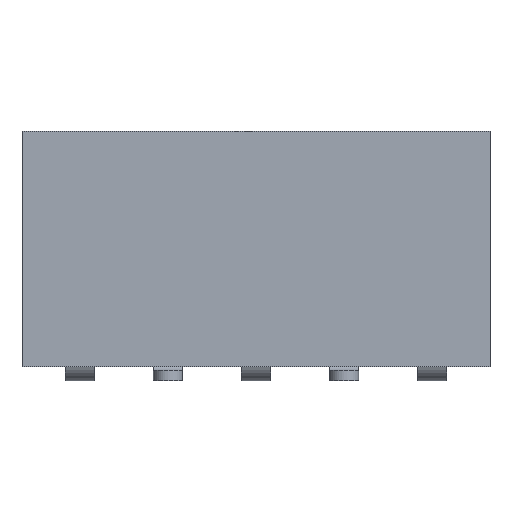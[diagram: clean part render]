
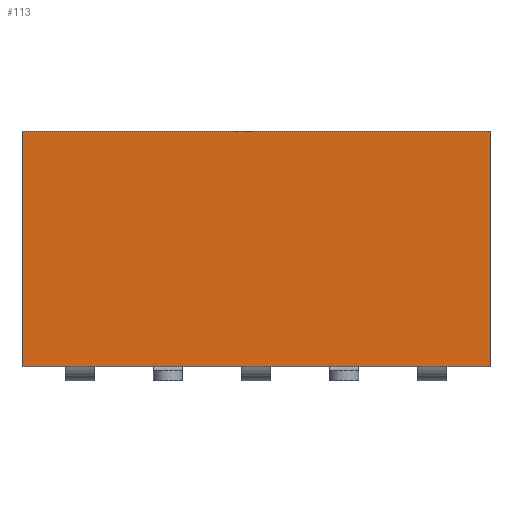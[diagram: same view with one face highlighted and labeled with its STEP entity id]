
A CAD part, top view. The second image highlights one B-rep face of the part: STEP entity #113.
In plain terms, the highlighted planar face has unit normal (0, 0, 1).
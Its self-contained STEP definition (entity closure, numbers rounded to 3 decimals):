
#113=ADVANCED_FACE('',(#632),#633,.T.);
#632=FACE_OUTER_BOUND('',#1653,.T.);
#633=PLANE('',#1654);
#1653=EDGE_LOOP('',(#2732,#2733,#2734,#2735));
#1654=AXIS2_PLACEMENT_3D('',#2736,#2737,#2738);
#2732=ORIENTED_EDGE('',*,*,#6606,.T.);
#2733=ORIENTED_EDGE('',*,*,#6640,.T.);
#2734=ORIENTED_EDGE('',*,*,#6641,.F.);
#2735=ORIENTED_EDGE('',*,*,#6610,.F.);
#2736=CARTESIAN_POINT('',(-3.375,0.0,0.9));
#2737=DIRECTION('',(0.0,0.0,1.0));
#2738=DIRECTION('',(1.0,0.0,0.0));
#6606=EDGE_CURVE('',#7832,#7836,#7838,.T.);
#6610=EDGE_CURVE('',#7832,#7844,#7845,.T.);
#6640=EDGE_CURVE('',#7836,#7898,#7900,.T.);
#6641=EDGE_CURVE('',#7844,#7898,#7901,.T.);
#7832=VERTEX_POINT('',#9791);
#7836=VERTEX_POINT('',#9797);
#7838=LINE('',#9800,#9801);
#7844=VERTEX_POINT('',#9810);
#7845=LINE('',#9811,#9812);
#7898=VERTEX_POINT('',#9893);
#7900=LINE('',#9896,#9897);
#7901=LINE('',#9898,#9899);
#9791=CARTESIAN_POINT('',(-3.375,0.0,0.9));
#9797=CARTESIAN_POINT('',(3.375,0.0,0.9));
#9800=CARTESIAN_POINT('',(-3.375,0.0,0.9));
#9801=VECTOR('',#13384,6.75);
#9810=CARTESIAN_POINT('',(-3.375,3.4,0.9));
#9811=CARTESIAN_POINT('',(-3.375,0.0,0.9));
#9812=VECTOR('',#13388,3.4);
#9893=CARTESIAN_POINT('',(3.375,3.4,0.9));
#9896=CARTESIAN_POINT('',(3.375,0.0,0.9));
#9897=VECTOR('',#13418,3.4);
#9898=CARTESIAN_POINT('',(-3.375,3.4,0.9));
#9899=VECTOR('',#13419,6.75);
#13384=DIRECTION('',(1.0,0.0,0.0));
#13388=DIRECTION('',(0.0,1.0,0.0));
#13418=DIRECTION('',(0.0,1.0,0.0));
#13419=DIRECTION('',(1.0,0.0,0.0));
